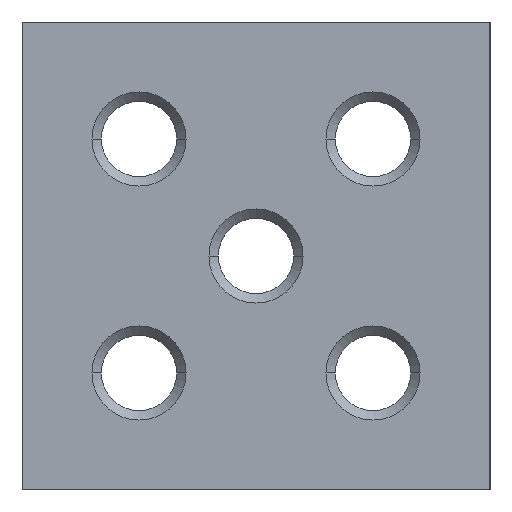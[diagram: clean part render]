
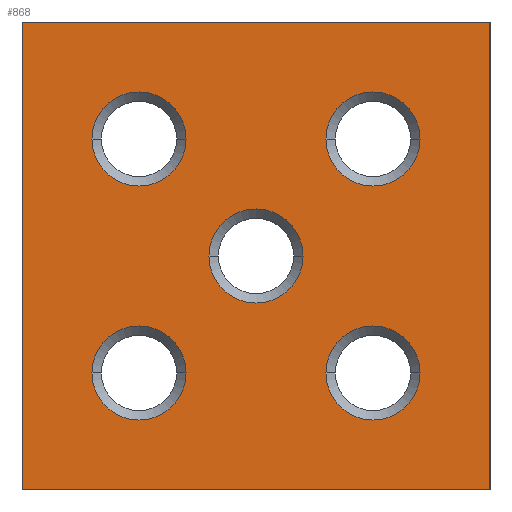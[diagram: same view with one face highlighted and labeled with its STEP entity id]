
A CAD part, left-side view. The second image highlights one B-rep face of the part: STEP entity #868.
In plain terms, the highlighted planar face has unit normal (-1, 0, 0).
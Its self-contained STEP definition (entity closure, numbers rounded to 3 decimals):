
#868=ADVANCED_FACE('',(#2231,#2232,#2233,#2234,#2235,#2236),#2237,.T.);
#2231=FACE_BOUND('',#4213,.T.);
#2232=FACE_BOUND('',#4214,.T.);
#2233=FACE_BOUND('',#4215,.T.);
#2234=FACE_BOUND('',#4216,.T.);
#2235=FACE_BOUND('',#4217,.T.);
#2236=FACE_OUTER_BOUND('',#4218,.T.);
#2237=PLANE('',#4219);
#4213=EDGE_LOOP('',(#6848,#6849));
#4214=EDGE_LOOP('',(#6850,#6851));
#4215=EDGE_LOOP('',(#6852,#6853));
#4216=EDGE_LOOP('',(#6854,#6855));
#4217=EDGE_LOOP('',(#6856,#6857));
#4218=EDGE_LOOP('',(#6858,#6859,#6860,#6861));
#4219=AXIS2_PLACEMENT_3D('',#6862,#6863,#6864);
#6848=ORIENTED_EDGE('',*,*,#11146,.F.);
#6849=ORIENTED_EDGE('',*,*,#11546,.F.);
#6850=ORIENTED_EDGE('',*,*,#11547,.F.);
#6851=ORIENTED_EDGE('',*,*,#11548,.F.);
#6852=ORIENTED_EDGE('',*,*,#11549,.F.);
#6853=ORIENTED_EDGE('',*,*,#11550,.F.);
#6854=ORIENTED_EDGE('',*,*,#11551,.F.);
#6855=ORIENTED_EDGE('',*,*,#11552,.F.);
#6856=ORIENTED_EDGE('',*,*,#11553,.F.);
#6857=ORIENTED_EDGE('',*,*,#11554,.F.);
#6858=ORIENTED_EDGE('',*,*,#10947,.F.);
#6859=ORIENTED_EDGE('',*,*,#11555,.F.);
#6860=ORIENTED_EDGE('',*,*,#11556,.T.);
#6861=ORIENTED_EDGE('',*,*,#11557,.F.);
#6862=CARTESIAN_POINT('',(-65.0,175.0,0.0));
#6863=DIRECTION('',(-1.0,0.0,0.0));
#6864=DIRECTION('',(0.0,0.0,1.0));
#10947=EDGE_CURVE('',#12949,#12950,#12951,.T.);
#11146=EDGE_CURVE('',#13304,#13300,#13306,.T.);
#11546=EDGE_CURVE('',#13300,#13304,#13952,.T.);
#11547=EDGE_CURVE('',#13953,#13954,#13955,.T.);
#11548=EDGE_CURVE('',#13954,#13953,#13956,.T.);
#11549=EDGE_CURVE('',#13957,#13958,#13959,.T.);
#11550=EDGE_CURVE('',#13958,#13957,#13960,.T.);
#11551=EDGE_CURVE('',#13961,#13962,#13963,.T.);
#11552=EDGE_CURVE('',#13962,#13961,#13964,.T.);
#11553=EDGE_CURVE('',#13965,#13966,#13967,.T.);
#11554=EDGE_CURVE('',#13966,#13965,#13968,.T.);
#11555=EDGE_CURVE('',#13969,#12949,#13970,.T.);
#11556=EDGE_CURVE('',#13969,#13971,#13972,.T.);
#11557=EDGE_CURVE('',#12950,#13971,#13973,.T.);
#12949=VERTEX_POINT('',#15727);
#12950=VERTEX_POINT('',#15728);
#12951=LINE('',#15729,#15730);
#13300=VERTEX_POINT('',#16134);
#13304=VERTEX_POINT('',#16139);
#13306=CIRCLE('',#16142,10.05);
#13952=CIRCLE('',#16956,10.05);
#13953=VERTEX_POINT('',#16957);
#13954=VERTEX_POINT('',#16958);
#13955=CIRCLE('',#16959,10.05);
#13956=CIRCLE('',#16960,10.05);
#13957=VERTEX_POINT('',#16961);
#13958=VERTEX_POINT('',#16962);
#13959=CIRCLE('',#16963,10.05);
#13960=CIRCLE('',#16964,10.05);
#13961=VERTEX_POINT('',#16965);
#13962=VERTEX_POINT('',#16966);
#13963=CIRCLE('',#16967,10.05);
#13964=CIRCLE('',#16968,10.05);
#13965=VERTEX_POINT('',#16969);
#13966=VERTEX_POINT('',#16970);
#13967=CIRCLE('',#16971,10.05);
#13968=CIRCLE('',#16972,10.05);
#13969=VERTEX_POINT('',#16973);
#13970=LINE('',#16974,#16975);
#13971=VERTEX_POINT('',#16976);
#13972=LINE('',#16977,#16978);
#13973=LINE('',#16979,#16980);
#15727=CARTESIAN_POINT('',(-65.0,87.0,0.0));
#15728=CARTESIAN_POINT('',(-65.0,187.0,0.0));
#15729=CARTESIAN_POINT('',(-65.0,87.0,0.0));
#15730=VECTOR('',#19092,1.0);
#16134=CARTESIAN_POINT('',(-65.0,172.05,25.0));
#16139=CARTESIAN_POINT('',(-65.0,151.95,25.0));
#16142=AXIS2_PLACEMENT_3D('',#19486,#19487,#19488);
#16956=AXIS2_PLACEMENT_3D('',#20074,#20075,#20076);
#16957=CARTESIAN_POINT('',(-65.0,126.95,50.0));
#16958=CARTESIAN_POINT('',(-65.0,147.05,50.0));
#16959=AXIS2_PLACEMENT_3D('',#20077,#20078,#20079);
#16960=AXIS2_PLACEMENT_3D('',#20080,#20081,#20082);
#16961=CARTESIAN_POINT('',(-65.0,101.95,25.0));
#16962=CARTESIAN_POINT('',(-65.0,122.05,25.0));
#16963=AXIS2_PLACEMENT_3D('',#20083,#20084,#20085);
#16964=AXIS2_PLACEMENT_3D('',#20086,#20087,#20088);
#16965=CARTESIAN_POINT('',(-65.0,151.95,75.0));
#16966=CARTESIAN_POINT('',(-65.0,172.05,75.0));
#16967=AXIS2_PLACEMENT_3D('',#20089,#20090,#20091);
#16968=AXIS2_PLACEMENT_3D('',#20092,#20093,#20094);
#16969=CARTESIAN_POINT('',(-65.0,101.95,75.0));
#16970=CARTESIAN_POINT('',(-65.0,122.05,75.0));
#16971=AXIS2_PLACEMENT_3D('',#20095,#20096,#20097);
#16972=AXIS2_PLACEMENT_3D('',#20098,#20099,#20100);
#16973=CARTESIAN_POINT('',(-65.0,87.0,100.0));
#16974=CARTESIAN_POINT('',(-65.0,87.0,100.0));
#16975=VECTOR('',#20101,1.0);
#16976=CARTESIAN_POINT('',(-65.0,187.0,100.0));
#16977=CARTESIAN_POINT('',(-65.0,175.0,100.0));
#16978=VECTOR('',#20102,1.0);
#16979=CARTESIAN_POINT('',(-65.0,187.0,0.0));
#16980=VECTOR('',#20103,1.0);
#19092=DIRECTION('',(0.0,1.0,0.0));
#19486=CARTESIAN_POINT('',(-65.0,162.0,25.0));
#19487=DIRECTION('',(-1.0,0.0,0.0));
#19488=DIRECTION('',(0.0,1.0,0.0));
#20074=CARTESIAN_POINT('',(-65.0,162.0,25.0));
#20075=DIRECTION('',(-1.0,0.0,0.0));
#20076=DIRECTION('',(0.0,1.0,0.0));
#20077=CARTESIAN_POINT('',(-65.0,137.0,50.0));
#20078=DIRECTION('',(-1.0,0.0,0.0));
#20079=DIRECTION('',(0.0,1.0,0.0));
#20080=CARTESIAN_POINT('',(-65.0,137.0,50.0));
#20081=DIRECTION('',(-1.0,0.0,0.0));
#20082=DIRECTION('',(0.0,1.0,0.0));
#20083=CARTESIAN_POINT('',(-65.0,112.0,25.0));
#20084=DIRECTION('',(-1.0,0.0,0.0));
#20085=DIRECTION('',(0.0,1.0,0.0));
#20086=CARTESIAN_POINT('',(-65.0,112.0,25.0));
#20087=DIRECTION('',(-1.0,0.0,0.0));
#20088=DIRECTION('',(0.0,1.0,0.0));
#20089=CARTESIAN_POINT('',(-65.0,162.0,75.0));
#20090=DIRECTION('',(-1.0,0.0,0.0));
#20091=DIRECTION('',(0.0,1.0,0.0));
#20092=CARTESIAN_POINT('',(-65.0,162.0,75.0));
#20093=DIRECTION('',(-1.0,0.0,0.0));
#20094=DIRECTION('',(0.0,1.0,0.0));
#20095=CARTESIAN_POINT('',(-65.0,112.0,75.0));
#20096=DIRECTION('',(-1.0,0.0,0.0));
#20097=DIRECTION('',(0.0,1.0,0.0));
#20098=CARTESIAN_POINT('',(-65.0,112.0,75.0));
#20099=DIRECTION('',(-1.0,0.0,0.0));
#20100=DIRECTION('',(0.0,1.0,0.0));
#20101=DIRECTION('',(0.0,0.0,-1.0));
#20102=DIRECTION('',(0.0,1.0,0.0));
#20103=DIRECTION('',(0.0,0.0,1.0));
